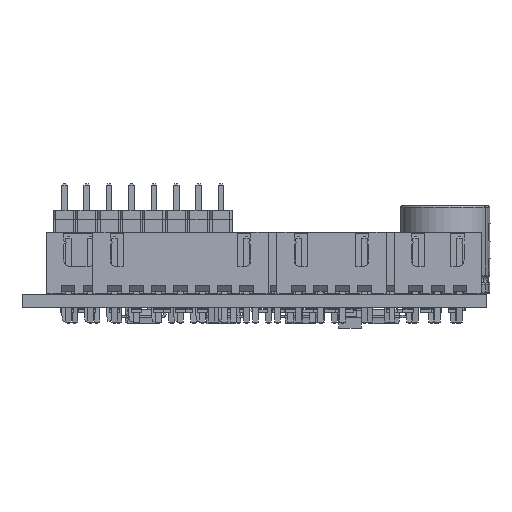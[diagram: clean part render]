
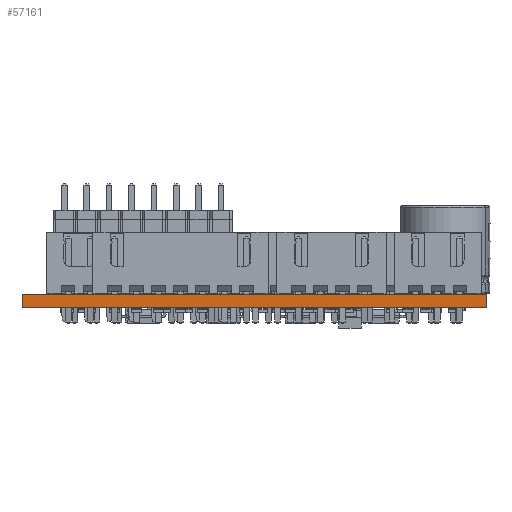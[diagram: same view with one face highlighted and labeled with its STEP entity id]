
A CAD part, left-side view. The second image highlights one B-rep face of the part: STEP entity #57161.
In plain terms, the highlighted planar face has unit normal (-1, 0, 0).
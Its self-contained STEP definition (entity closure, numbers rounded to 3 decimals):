
#57105 = VERTEX_POINT('',#57106);
#57106 = CARTESIAN_POINT('',(139.41,-131.73,1.51));
#57112 = EDGE_CURVE('',#57113,#57105,#57115,.T.);
#57113 = VERTEX_POINT('',#57114);
#57114 = CARTESIAN_POINT('',(139.41,-131.73,0.));
#57115 = LINE('',#57116,#57117);
#57116 = CARTESIAN_POINT('',(139.41,-131.73,0.));
#57117 = VECTOR('',#57118,1.);
#57118 = DIRECTION('',(0.,0.,1.));
#57161 = ADVANCED_FACE('',(#57162),#57187,.T.);
#57162 = FACE_BOUND('',#57163,.T.);
#57163 = EDGE_LOOP('',(#57164,#57165,#57173,#57181));
#57164 = ORIENTED_EDGE('',*,*,#57112,.T.);
#57165 = ORIENTED_EDGE('',*,*,#57166,.T.);
#57166 = EDGE_CURVE('',#57105,#57167,#57169,.T.);
#57167 = VERTEX_POINT('',#57168);
#57168 = CARTESIAN_POINT('',(139.41,-79.,1.51));
#57169 = LINE('',#57170,#57171);
#57170 = CARTESIAN_POINT('',(139.41,-131.73,1.51));
#57171 = VECTOR('',#57172,1.);
#57172 = DIRECTION('',(0.,1.,0.));
#57173 = ORIENTED_EDGE('',*,*,#57174,.F.);
#57174 = EDGE_CURVE('',#57175,#57167,#57177,.T.);
#57175 = VERTEX_POINT('',#57176);
#57176 = CARTESIAN_POINT('',(139.41,-79.,0.));
#57177 = LINE('',#57178,#57179);
#57178 = CARTESIAN_POINT('',(139.41,-79.,0.));
#57179 = VECTOR('',#57180,1.);
#57180 = DIRECTION('',(0.,0.,1.));
#57181 = ORIENTED_EDGE('',*,*,#57182,.F.);
#57182 = EDGE_CURVE('',#57113,#57175,#57183,.T.);
#57183 = LINE('',#57184,#57185);
#57184 = CARTESIAN_POINT('',(139.41,-131.73,0.));
#57185 = VECTOR('',#57186,1.);
#57186 = DIRECTION('',(0.,1.,0.));
#57187 = PLANE('',#57188);
#57188 = AXIS2_PLACEMENT_3D('',#57189,#57190,#57191);
#57189 = CARTESIAN_POINT('',(139.41,-131.73,0.));
#57190 = DIRECTION('',(-1.,0.,0.));
#57191 = DIRECTION('',(0.,1.,0.));
